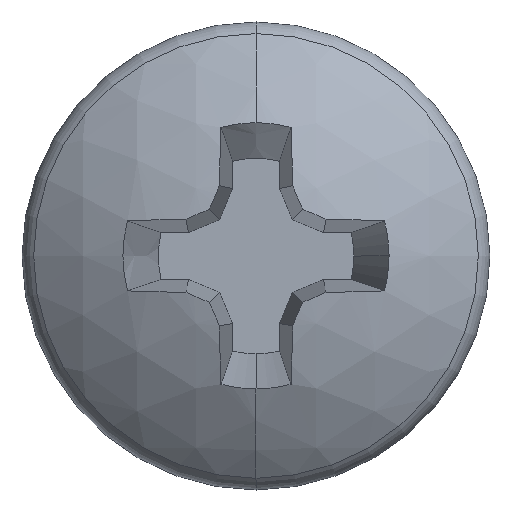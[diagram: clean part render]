
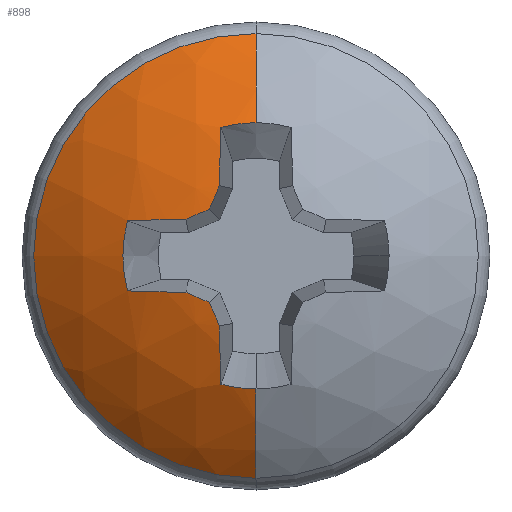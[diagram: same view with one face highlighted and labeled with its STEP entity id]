
A CAD part, top view. The second image highlights one B-rep face of the part: STEP entity #898.
In plain terms, the highlighted spherical face has radius 3.625 mm.
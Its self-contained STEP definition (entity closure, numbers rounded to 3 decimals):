
#33 = AXIS2_PLACEMENT_3D ( 'NONE', #432, #4059, #1719 ) ;
#92 = VERTEX_POINT ( 'NONE', #1209 ) ;
#98 = DIRECTION ( 'NONE',  ( 0., 1., 0. ) ) ;
#119 = CIRCLE ( 'NONE', #2006, 3.609 ) ;
#132 = CIRCLE ( 'NONE', #2716, 1.422 ) ;
#169 = CIRCLE ( 'NONE', #4093, 3.609 ) ;
#193 = VERTEX_POINT ( 'NONE', #2744 ) ;
#201 = EDGE_CURVE ( 'NONE', #3862, #3231, #1790, .T. ) ;
#218 = AXIS2_PLACEMENT_3D ( 'NONE', #3113, #1146, #2168 ) ;
#369 = CARTESIAN_POINT ( 'NONE',  ( 0., -1.422, 6.709 ) ) ;
#392 = AXIS2_PLACEMENT_3D ( 'NONE', #4145, #3345, #1369 ) ;
#406 = EDGE_CURVE ( 'NONE', #3231, #1316, #132, .T. ) ;
#420 = ORIENTED_EDGE ( 'NONE', *, *, #2302, .F. ) ;
#432 = CARTESIAN_POINT ( 'NONE',  ( -0.082, 0., 3.368 ) ) ;
#446 = AXIS2_PLACEMENT_3D ( 'NONE', #830, #2473, #1048 ) ;
#585 = CARTESIAN_POINT ( 'NONE',  ( -0.311, -0.129, 3.346 ) ) ;
#601 = DIRECTION ( 'NONE',  ( 0., 0., 1. ) ) ;
#629 = DIRECTION ( 'NONE',  ( 0.92, 0.381, 0.087 ) ) ;
#630 = CARTESIAN_POINT ( 'NONE',  ( -0.391, -0.748, 6.9 ) ) ;
#687 = CARTESIAN_POINT ( 'NONE',  ( -0.375, 1.372, 6.709 ) ) ;
#696 = CARTESIAN_POINT ( 'NONE',  ( -0.129, 0.311, 3.346 ) ) ;
#739 = DIRECTION ( 'NONE',  ( 0., -0.087, 0.996 ) ) ;
#791 = CIRCLE ( 'NONE', #2067, 3.625 ) ;
#830 = CARTESIAN_POINT ( 'NONE',  ( 0., 0., 6.709 ) ) ;
#886 = DIRECTION ( 'NONE',  ( 0., 0., 1. ) ) ;
#898 = ADVANCED_FACE ( 'NONE', ( #3368 ), #1469, .T. ) ;
#913 = CARTESIAN_POINT ( 'NONE',  ( -0.748, -0.391, 6.9 ) ) ;
#928 = CARTESIAN_POINT ( 'NONE',  ( -0.129, -0.311, 3.346 ) ) ;
#943 = DIRECTION ( 'NONE',  ( -0.383, 0.924, 0. ) ) ;
#968 = CARTESIAN_POINT ( 'NONE',  ( -0.391, 0.748, 6.9 ) ) ;
#991 = AXIS2_PLACEMENT_3D ( 'NONE', #696, #2996, #2055 ) ;
#1016 = CARTESIAN_POINT ( 'NONE',  ( -0.375, -1.372, 6.709 ) ) ;
#1018 = CARTESIAN_POINT ( 'NONE',  ( -0.311, 0.129, 3.346 ) ) ;
#1048 = DIRECTION ( 'NONE',  ( -1., 0., 0. ) ) ;
#1078 = DIRECTION ( 'NONE',  ( 1., 0., 0. ) ) ;
#1096 = AXIS2_PLACEMENT_3D ( 'NONE', #2372, #1711, #739 ) ;
#1146 = DIRECTION ( 'NONE',  ( 0., 0., 1. ) ) ;
#1192 = CARTESIAN_POINT ( 'NONE',  ( -0.498, 0.498, 6.931 ) ) ;
#1209 = CARTESIAN_POINT ( 'NONE',  ( 0., 1.422, 6.709 ) ) ;
#1257 = DIRECTION ( 'NONE',  ( 0.381, 0.92, 0.087 ) ) ;
#1316 = VERTEX_POINT ( 'NONE', #369 ) ;
#1369 = DIRECTION ( 'NONE',  ( 0., -0.087, -0.996 ) ) ;
#1469 = SPHERICAL_SURFACE ( 'NONE', #3850, 3.625 ) ;
#1545 = ORIENTED_EDGE ( 'NONE', *, *, #4099, .F. ) ;
#1637 = DIRECTION ( 'NONE',  ( 0.087, 0., -0.996 ) ) ;
#1638 = ORIENTED_EDGE ( 'NONE', *, *, #1831, .T. ) ;
#1643 = ORIENTED_EDGE ( 'NONE', *, *, #4147, .T. ) ;
#1702 = DIRECTION ( 'NONE',  ( 0.996, 0., 0.087 ) ) ;
#1711 = DIRECTION ( 'NONE',  ( 0., 0.996, 0.087 ) ) ;
#1719 = DIRECTION ( 'NONE',  ( 0.087, 0., -0.996 ) ) ;
#1724 = CARTESIAN_POINT ( 'NONE',  ( 0., 0., 3.375 ) ) ;
#1741 = CARTESIAN_POINT ( 'NONE',  ( 0., -2.376, 6.113 ) ) ;
#1790 = CIRCLE ( 'NONE', #33, 3.624 ) ;
#1798 = VERTEX_POINT ( 'NONE', #2788 ) ;
#1831 = EDGE_CURVE ( 'NONE', #3648, #1316, #2953, .T. ) ;
#1981 = EDGE_CURVE ( 'NONE', #2275, #3862, #169, .T. ) ;
#1998 = ORIENTED_EDGE ( 'NONE', *, *, #4228, .F. ) ;
#2006 = AXIS2_PLACEMENT_3D ( 'NONE', #928, #1257, #3560 ) ;
#2055 = DIRECTION ( 'NONE',  ( 0.924, 0.383, 0. ) ) ;
#2066 = EDGE_CURVE ( 'NONE', #3529, #2275, #119, .T. ) ;
#2067 = AXIS2_PLACEMENT_3D ( 'NONE', #1724, #1078, #3374 ) ;
#2069 = CIRCLE ( 'NONE', #392, 3.624 ) ;
#2074 = EDGE_CURVE ( 'NONE', #92, #3230, #2596, .T. ) ;
#2144 = DIRECTION ( 'NONE',  ( -1., 0., 0. ) ) ;
#2158 = ORIENTED_EDGE ( 'NONE', *, *, #2074, .F. ) ;
#2168 = DIRECTION ( 'NONE',  ( 0., -1., 0. ) ) ;
#2226 = DIRECTION ( 'NONE',  ( 0., 1., 0. ) ) ;
#2275 = VERTEX_POINT ( 'NONE', #3039 ) ;
#2302 = EDGE_CURVE ( 'NONE', #2366, #3529, #4257, .T. ) ;
#2320 = AXIS2_PLACEMENT_3D ( 'NONE', #3050, #2144, #3425 ) ;
#2364 = CARTESIAN_POINT ( 'NONE',  ( -0.082, 0., 3.368 ) ) ;
#2366 = VERTEX_POINT ( 'NONE', #3721 ) ;
#2372 = CARTESIAN_POINT ( 'NONE',  ( 0., -0.082, 3.368 ) ) ;
#2450 = AXIS2_PLACEMENT_3D ( 'NONE', #4224, #601, #3930 ) ;
#2473 = DIRECTION ( 'NONE',  ( 0., 0., 1. ) ) ;
#2504 = VERTEX_POINT ( 'NONE', #1192 ) ;
#2510 = ORIENTED_EDGE ( 'NONE', *, *, #3157, .F. ) ;
#2512 = CARTESIAN_POINT ( 'NONE',  ( 0., 0., 6.709 ) ) ;
#2529 = CIRCLE ( 'NONE', #3305, 3.609 ) ;
#2559 = ORIENTED_EDGE ( 'NONE', *, *, #4065, .F. ) ;
#2590 = CIRCLE ( 'NONE', #991, 3.609 ) ;
#2596 = CIRCLE ( 'NONE', #2450, 1.422 ) ;
#2716 = AXIS2_PLACEMENT_3D ( 'NONE', #2512, #886, #2226 ) ;
#2722 = EDGE_CURVE ( 'NONE', #3651, #92, #791, .T. ) ;
#2733 = ORIENTED_EDGE ( 'NONE', *, *, #4216, .F. ) ;
#2744 = CARTESIAN_POINT ( 'NONE',  ( -0.748, 0.391, 6.9 ) ) ;
#2788 = CARTESIAN_POINT ( 'NONE',  ( -1.372, 0.375, 6.709 ) ) ;
#2953 = CIRCLE ( 'NONE', #2320, 3.625 ) ;
#2969 = ORIENTED_EDGE ( 'NONE', *, *, #2722, .F. ) ;
#2996 = DIRECTION ( 'NONE',  ( 0.381, -0.92, 0.087 ) ) ;
#2999 = DIRECTION ( 'NONE',  ( 0.92, -0.381, 0.087 ) ) ;
#3039 = CARTESIAN_POINT ( 'NONE',  ( -0.498, -0.498, 6.931 ) ) ;
#3050 = CARTESIAN_POINT ( 'NONE',  ( 0., 0., 3.375 ) ) ;
#3098 = CARTESIAN_POINT ( 'NONE',  ( 0., 0., 3.375 ) ) ;
#3113 = CARTESIAN_POINT ( 'NONE',  ( 0., 0., 6.113 ) ) ;
#3157 = EDGE_CURVE ( 'NONE', #2504, #193, #2590, .T. ) ;
#3230 = VERTEX_POINT ( 'NONE', #687 ) ;
#3231 = VERTEX_POINT ( 'NONE', #1016 ) ;
#3275 = ORIENTED_EDGE ( 'NONE', *, *, #406, .F. ) ;
#3287 = DIRECTION ( 'NONE',  ( 0.383, 0.924, 0. ) ) ;
#3305 = AXIS2_PLACEMENT_3D ( 'NONE', #1018, #2999, #3287 ) ;
#3345 = DIRECTION ( 'NONE',  ( 0., -0.996, 0.087 ) ) ;
#3368 = FACE_OUTER_BOUND ( 'NONE', #3447, .T. ) ;
#3374 = DIRECTION ( 'NONE',  ( 0., 0., -1. ) ) ;
#3425 = DIRECTION ( 'NONE',  ( 0., -1., 0. ) ) ;
#3447 = EDGE_LOOP ( 'NONE', ( #1643, #1638, #3275, #3771, #3535, #3610, #420, #2733, #1998, #2510, #2559, #1545, #2158, #2969 ) ) ;
#3468 = AXIS2_PLACEMENT_3D ( 'NONE', #2364, #1702, #1637 ) ;
#3529 = VERTEX_POINT ( 'NONE', #913 ) ;
#3535 = ORIENTED_EDGE ( 'NONE', *, *, #1981, .F. ) ;
#3558 = CIRCLE ( 'NONE', #446, 1.422 ) ;
#3560 = DIRECTION ( 'NONE',  ( -0.924, 0.383, 0. ) ) ;
#3589 = VERTEX_POINT ( 'NONE', #968 ) ;
#3610 = ORIENTED_EDGE ( 'NONE', *, *, #2066, .F. ) ;
#3648 = VERTEX_POINT ( 'NONE', #1741 ) ;
#3651 = VERTEX_POINT ( 'NONE', #4082 ) ;
#3721 = CARTESIAN_POINT ( 'NONE',  ( -1.372, -0.375, 6.709 ) ) ;
#3771 = ORIENTED_EDGE ( 'NONE', *, *, #201, .F. ) ;
#3850 = AXIS2_PLACEMENT_3D ( 'NONE', #3098, #4078, #98 ) ;
#3862 = VERTEX_POINT ( 'NONE', #630 ) ;
#3930 = DIRECTION ( 'NONE',  ( -1., 0., 0. ) ) ;
#4059 = DIRECTION ( 'NONE',  ( 0.996, 0., 0.087 ) ) ;
#4065 = EDGE_CURVE ( 'NONE', #3589, #2504, #2529, .T. ) ;
#4078 = DIRECTION ( 'NONE',  ( -1., 0., 0. ) ) ;
#4082 = CARTESIAN_POINT ( 'NONE',  ( 0., 2.376, 6.113 ) ) ;
#4093 = AXIS2_PLACEMENT_3D ( 'NONE', #585, #629, #943 ) ;
#4098 = CIRCLE ( 'NONE', #218, 2.376 ) ;
#4099 = EDGE_CURVE ( 'NONE', #3230, #3589, #4199, .T. ) ;
#4145 = CARTESIAN_POINT ( 'NONE',  ( 0., 0.082, 3.368 ) ) ;
#4147 = EDGE_CURVE ( 'NONE', #3651, #3648, #4098, .T. ) ;
#4199 = CIRCLE ( 'NONE', #3468, 3.624 ) ;
#4216 = EDGE_CURVE ( 'NONE', #1798, #2366, #3558, .T. ) ;
#4224 = CARTESIAN_POINT ( 'NONE',  ( 0., 0., 6.709 ) ) ;
#4228 = EDGE_CURVE ( 'NONE', #193, #1798, #2069, .T. ) ;
#4257 = CIRCLE ( 'NONE', #1096, 3.624 ) ;
